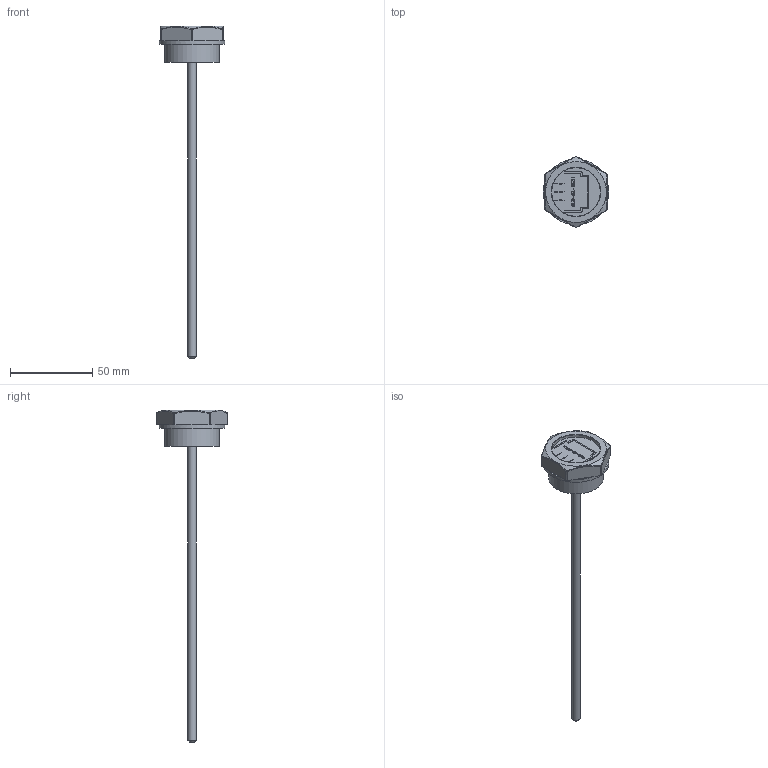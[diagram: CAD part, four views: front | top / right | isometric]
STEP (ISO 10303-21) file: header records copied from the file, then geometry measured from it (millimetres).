
FILE_DESCRIPTION( ( 'Unknown' ), '1' );
FILE_NAME( '6312130_TCA7.stp', 'Unknown', ( 'Unknown' ), ( 'Unknown' ), 'PSStep 14.0', 'Unknown', ' ' );
FILE_SCHEMA( ( 'AUTOMOTIVE_DESIGN { 1 0 10303 214 1 1 1 1 }' ) );
Length unit declared in the file: millimetre
Products named in the file (1): 6312529
Bounding box: 40 x 43.57 x 202 mm (x, y, z)
Volume: 20546.4 mm3; surface area: 9717.3 mm2
Topology: 1 solids, 6 shells, 216 faces, 523 edges, 340 vertices
Faces by surface type: plane 157, cylinder 28, bspline 12, cone 8, extrusion 6, torus 5
Full cylindrical faces by diameter (mm): 5 x6, 22 x1, 29.5 x1, 33.249 x1, 40 x1
Entity records: 9704 total; most frequent: CARTESIAN_POINT 3381, ORIENTED_EDGE 966, DIRECTION 806, EDGE_CURVE 483, VERTEX_POINT 329, AXIS2_PLACEMENT_3D 286, EDGE_LOOP 276, FACE_OUTER_BOUND 237
